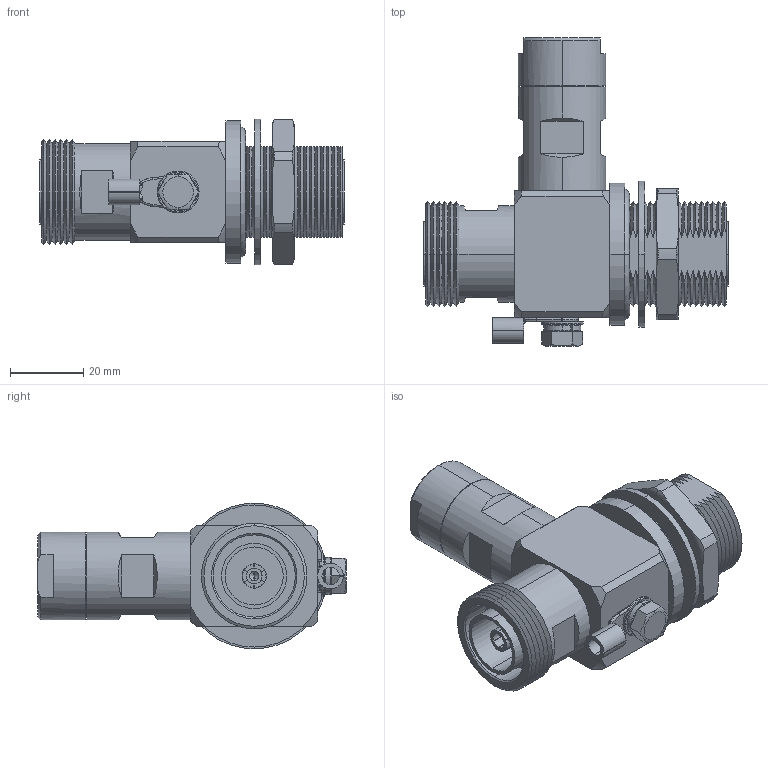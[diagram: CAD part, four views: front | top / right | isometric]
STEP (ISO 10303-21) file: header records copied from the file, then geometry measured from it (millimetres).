
FILE_DESCRIPTION (( 'STEP AP214' ), '1' );
FILE_NAME ('ALQ2-DFDFB.STEP', '2013-08-21T16:04:30', ( 'L-Com' ), ( 'L-Com Global Connectivity' ), 'SwSTEP 2.0', 'SolidWorks 2012', '' );
FILE_SCHEMA (( 'AUTOMOTIVE_DESIGN' ));
Length unit declared in the file: inch
Products named in the file (6): ALQ2-DFDFB_GROUND LUG; ALQ2-DFDFB_FlatWasher; ALQ2-DFDFB_HEX BOLT; ALQ2-DFDFB_LockWasher; ALQ2-DFDFB_Body; ALQ2-DFDFB
Assembly tree (5 placements, depth 2):
  ALQ2-DFDFB
    ALQ2-DFDFB_Body
    ALQ2-DFDFB_FlatWasher
    ALQ2-DFDFB_LockWasher
    ALQ2-DFDFB_GROUND LUG
    ALQ2-DFDFB_HEX BOLT
Bounding box: 83.52 x 84.49 x 39.93 mm (x, y, z)
Volume: 76195.7 mm3; surface area: 27323.2 mm2
Topology: 8 solids, 8 shells, 431 faces, 1062 edges, 662 vertices
Faces by surface type: cone 179, plane 135, cylinder 74, torus 36, bspline 7
Entity records: 14811 total; most frequent: CARTESIAN_POINT 3660, ORIENTED_EDGE 2110, DIRECTION 2102, EDGE_CURVE 1055, AXIS2_PLACEMENT_3D 894, VERTEX_POINT 662, EDGE_LOOP 463, CIRCLE 462
